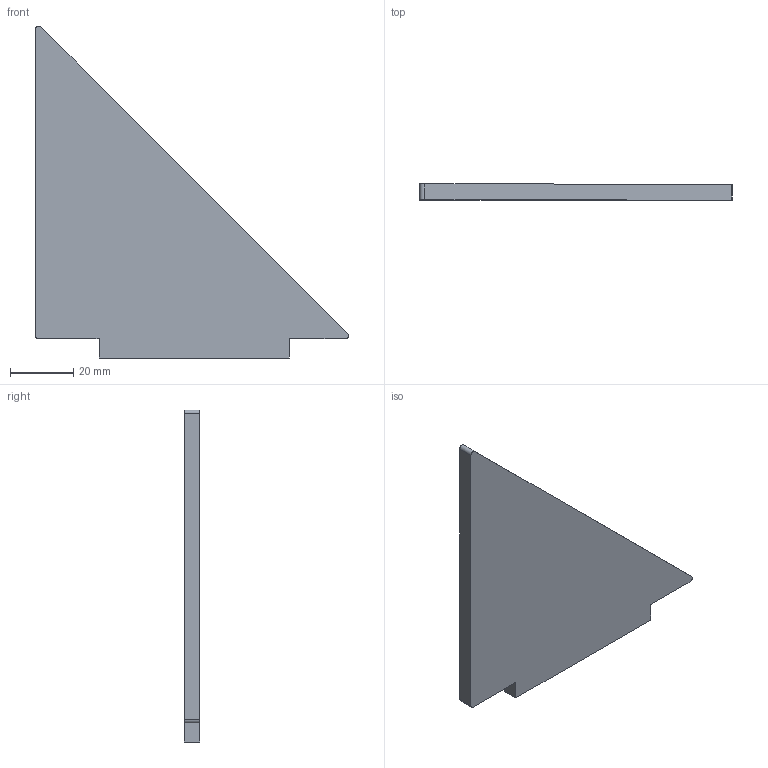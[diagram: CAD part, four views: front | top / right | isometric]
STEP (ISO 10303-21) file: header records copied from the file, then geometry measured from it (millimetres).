
FILE_DESCRIPTION(/* description */ (''),/* implementation_level */ '2;1');
FILE_NAME(/* name */ 'Gousset',/* time_stamp */ '2021-04-08T17:59:34+02:00',/* author */ (''),/* organization */ (''),/* preprocessor_version */ 'ST-DEVELOPER v16.5',/* originating_system */ '',/* authorisation */ '');
FILE_SCHEMA (('AUTOMOTIVE_DESIGN'));
Length unit declared in the file: millimetre
Products named in the file (1): Document
Bounding box: 98.59 x 5 x 104.59 mm (x, y, z)
Volume: 26786.6 mm3; surface area: 12454.9 mm2
Topology: 1 solids, 1 shells, 12 faces, 30 edges, 20 vertices
Faces by surface type: plane 9, bspline 3
Entity records: 337 total; most frequent: CARTESIAN_POINT 115, ORIENTED_EDGE 60, EDGE_CURVE 30, B_SPLINE_CURVE_WITH_KNOTS 24, VERTEX_POINT 20, DIRECTION 13, ADVANCED_FACE 12, FACE_OUTER_BOUND 12
